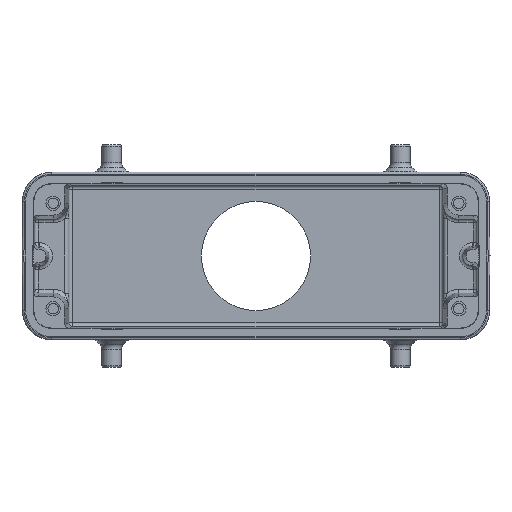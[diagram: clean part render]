
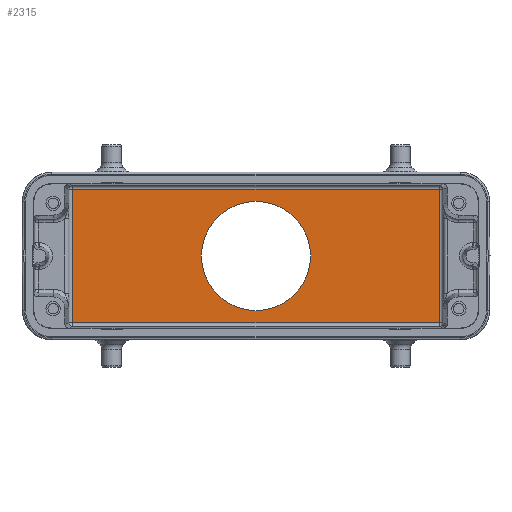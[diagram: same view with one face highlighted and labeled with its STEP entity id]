
A CAD part, front view. The second image highlights one B-rep face of the part: STEP entity #2315.
In plain terms, the highlighted planar face has unit normal (0, -1, 0).
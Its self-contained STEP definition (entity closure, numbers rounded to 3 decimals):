
#1109=LINE('',#10325,#1691);
#1111=LINE('',#10335,#1693);
#1112=LINE('',#10341,#1694);
#1366=LINE('',#11176,#1948);
#1691=VECTOR('',#8058,1.);
#1693=VECTOR('',#8070,1.);
#1694=VECTOR('',#8079,1.);
#1948=VECTOR('',#8897,1.);
#2315=ADVANCED_FACE('',(#2649,#2650),#2531,.F.);
#2531=PLANE('',#7118);
#2649=FACE_BOUND('',#3059,.T.);
#2650=FACE_BOUND('',#3060,.T.);
#3059=EDGE_LOOP('',(#4694));
#3060=EDGE_LOOP('',(#4695,#4696,#4697,#4698));
#4694=ORIENTED_EDGE('',*,*,#6264,.F.);
#4695=ORIENTED_EDGE('',*,*,#5888,.T.);
#4696=ORIENTED_EDGE('',*,*,#5885,.T.);
#4697=ORIENTED_EDGE('',*,*,#5880,.T.);
#4698=ORIENTED_EDGE('',*,*,#6263,.T.);
#5173=VERTEX_POINT('',#10326);
#5174=VERTEX_POINT('',#10327);
#5176=VERTEX_POINT('',#10336);
#5177=VERTEX_POINT('',#10342);
#5410=VERTEX_POINT('',#11179);
#5880=EDGE_CURVE('',#5173,#5174,#1109,.T.);
#5885=EDGE_CURVE('',#5176,#5173,#1111,.T.);
#5888=EDGE_CURVE('',#5177,#5176,#1112,.T.);
#6263=EDGE_CURVE('',#5174,#5177,#1366,.T.);
#6264=EDGE_CURVE('',#5410,#5410,#6510,.T.);
#6510=CIRCLE('',#7117,14.);
#7117=AXIS2_PLACEMENT_3D('',#11178,#8900,#8901);
#7118=AXIS2_PLACEMENT_3D('',#11180,#8902,#8903);
#8058=DIRECTION('',(-1.,0.,0.));
#8070=DIRECTION('',(0.,0.,1.));
#8079=DIRECTION('',(1.,0.,0.));
#8897=DIRECTION('',(0.,0.,-1.));
#8900=DIRECTION('',(0.,-1.,0.));
#8901=DIRECTION('',(0.,0.,1.));
#8902=DIRECTION('',(0.,1.,0.));
#8903=DIRECTION('',(1.,0.,0.));
#10325=CARTESIAN_POINT('',(47.,52.,17.135));
#10326=CARTESIAN_POINT('',(47.,52.,17.135));
#10327=CARTESIAN_POINT('',(-47.,52.,17.135));
#10335=CARTESIAN_POINT('',(47.,52.,-17.135));
#10336=CARTESIAN_POINT('',(47.,52.,-17.135));
#10341=CARTESIAN_POINT('',(-47.,52.,-17.135));
#10342=CARTESIAN_POINT('',(-47.,52.,-17.135));
#11176=CARTESIAN_POINT('',(-47.,52.,17.135));
#11178=CARTESIAN_POINT('',(0.,52.,0.));
#11179=CARTESIAN_POINT('',(0.,52.,14.));
#11180=CARTESIAN_POINT('',(57.,52.,-18.5));
